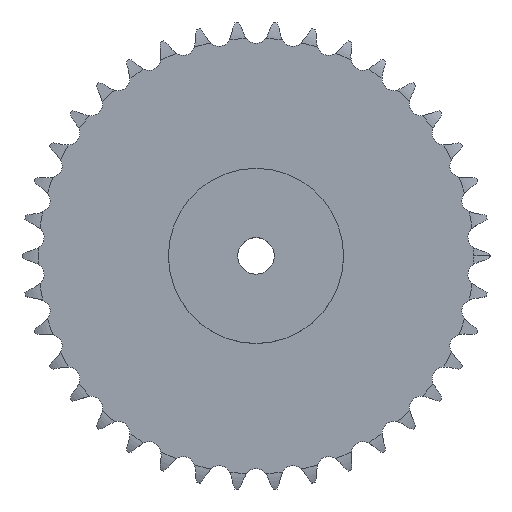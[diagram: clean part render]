
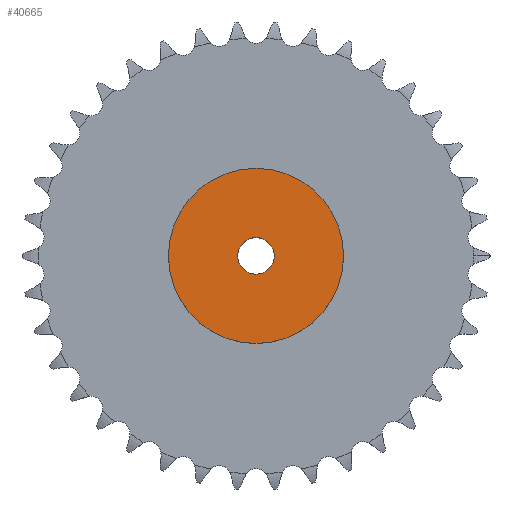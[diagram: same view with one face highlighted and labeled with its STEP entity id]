
A CAD part, top view. The second image highlights one B-rep face of the part: STEP entity #40665.
In plain terms, the highlighted planar face has unit normal (0, 0, 1).
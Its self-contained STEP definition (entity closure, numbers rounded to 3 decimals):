
#6874 = CYLINDRICAL_SURFACE('',#6875,60.);
#6875 = AXIS2_PLACEMENT_3D('',#6876,#6877,#6878);
#6876 = CARTESIAN_POINT('',(0.,0.,0.));
#6877 = DIRECTION('',(-0.,-0.,-1.));
#6878 = DIRECTION('',(1.,0.,0.));
#30368 = VERTEX_POINT('',#30369);
#30369 = CARTESIAN_POINT('',(60.,0.,50.));
#30390 = EDGE_CURVE('',#30368,#30368,#30391,.T.);
#30391 = SURFACE_CURVE('',#30392,(#30397,#30404),.PCURVE_S1.);
#30392 = CIRCLE('',#30393,60.);
#30393 = AXIS2_PLACEMENT_3D('',#30394,#30395,#30396);
#30394 = CARTESIAN_POINT('',(0.,0.,50.));
#30395 = DIRECTION('',(0.,0.,1.));
#30396 = DIRECTION('',(1.,0.,0.));
#30397 = PCURVE('',#6874,#30398);
#30398 = DEFINITIONAL_REPRESENTATION('',(#30399),#30403);
#30399 = LINE('',#30400,#30401);
#30400 = CARTESIAN_POINT('',(-0.,-50.));
#30401 = VECTOR('',#30402,1.);
#30402 = DIRECTION('',(-1.,0.));
#30403 = ( GEOMETRIC_REPRESENTATION_CONTEXT(2) 
PARAMETRIC_REPRESENTATION_CONTEXT() REPRESENTATION_CONTEXT('2D SPACE',''
  ) );
#30404 = PCURVE('',#30405,#30410);
#30405 = PLANE('',#30406);
#30406 = AXIS2_PLACEMENT_3D('',#30407,#30408,#30409);
#30407 = CARTESIAN_POINT('',(0.,0.,50.)
  );
#30408 = DIRECTION('',(0.,0.,1.));
#30409 = DIRECTION('',(1.,0.,0.));
#30410 = DEFINITIONAL_REPRESENTATION('',(#30411),#30415);
#30411 = CIRCLE('',#30412,60.);
#30412 = AXIS2_PLACEMENT_2D('',#30413,#30414);
#30413 = CARTESIAN_POINT('',(0.,0.));
#30414 = DIRECTION('',(1.,0.));
#30415 = ( GEOMETRIC_REPRESENTATION_CONTEXT(2) 
PARAMETRIC_REPRESENTATION_CONTEXT() REPRESENTATION_CONTEXT('2D SPACE',''
  ) );
#36372 = CYLINDRICAL_SURFACE('',#36373,12.5);
#36373 = AXIS2_PLACEMENT_3D('',#36374,#36375,#36376);
#36374 = CARTESIAN_POINT('',(0.,0.,481.757));
#36375 = DIRECTION('',(0.,0.,1.));
#36376 = DIRECTION('',(1.,0.,0.));
#40665 = ADVANCED_FACE('',(#40666,#40669),#30405,.T.);
#40666 = FACE_BOUND('',#40667,.T.);
#40667 = EDGE_LOOP('',(#40668));
#40668 = ORIENTED_EDGE('',*,*,#30390,.T.);
#40669 = FACE_BOUND('',#40670,.T.);
#40670 = EDGE_LOOP('',(#40671));
#40671 = ORIENTED_EDGE('',*,*,#40672,.F.);
#40672 = EDGE_CURVE('',#40673,#40673,#40675,.T.);
#40673 = VERTEX_POINT('',#40674);
#40674 = CARTESIAN_POINT('',(12.5,0.,50.));
#40675 = SURFACE_CURVE('',#40676,(#40681,#40688),.PCURVE_S1.);
#40676 = CIRCLE('',#40677,12.5);
#40677 = AXIS2_PLACEMENT_3D('',#40678,#40679,#40680);
#40678 = CARTESIAN_POINT('',(0.,0.,50.));
#40679 = DIRECTION('',(0.,0.,1.));
#40680 = DIRECTION('',(1.,0.,0.));
#40681 = PCURVE('',#30405,#40682);
#40682 = DEFINITIONAL_REPRESENTATION('',(#40683),#40687);
#40683 = CIRCLE('',#40684,12.5);
#40684 = AXIS2_PLACEMENT_2D('',#40685,#40686);
#40685 = CARTESIAN_POINT('',(0.,0.));
#40686 = DIRECTION('',(1.,0.));
#40687 = ( GEOMETRIC_REPRESENTATION_CONTEXT(2) 
PARAMETRIC_REPRESENTATION_CONTEXT() REPRESENTATION_CONTEXT('2D SPACE',''
  ) );
#40688 = PCURVE('',#36372,#40689);
#40689 = DEFINITIONAL_REPRESENTATION('',(#40690),#40694);
#40690 = LINE('',#40691,#40692);
#40691 = CARTESIAN_POINT('',(0.,-431.757));
#40692 = VECTOR('',#40693,1.);
#40693 = DIRECTION('',(1.,0.));
#40694 = ( GEOMETRIC_REPRESENTATION_CONTEXT(2) 
PARAMETRIC_REPRESENTATION_CONTEXT() REPRESENTATION_CONTEXT('2D SPACE',''
  ) );
